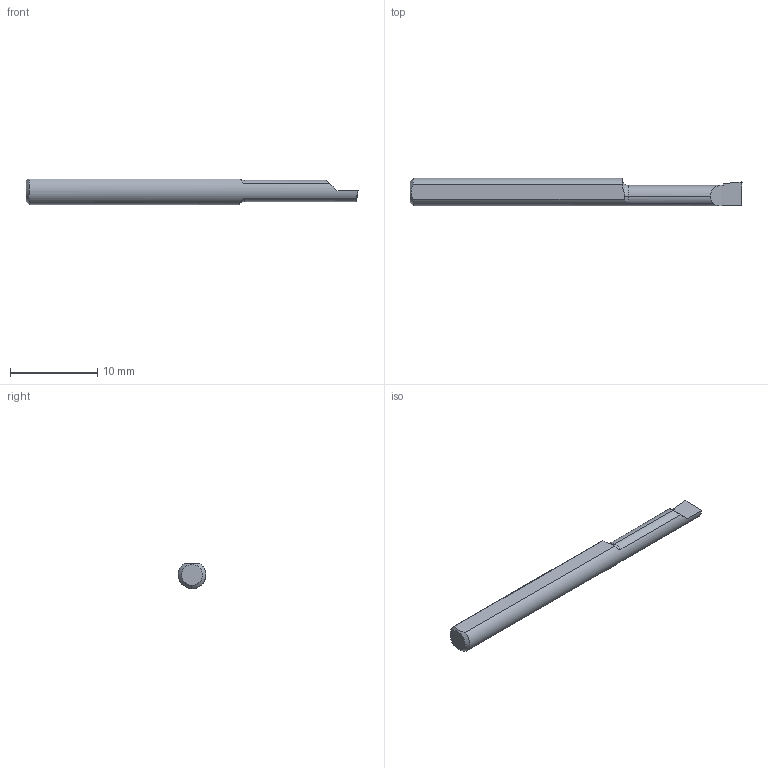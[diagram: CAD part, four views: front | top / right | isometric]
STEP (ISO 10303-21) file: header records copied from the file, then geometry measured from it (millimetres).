
FILE_DESCRIPTION (( 'STEP AP214' ), '1' );
FILE_NAME ('B110500R.STEP', '2020-05-08T22:34:10', ( '' ), ( '' ), 'SwSTEP 2.0', 'SolidWorks 2018', '' );
FILE_SCHEMA (( 'AUTOMOTIVE_DESIGN' ));
Length unit declared in the file: inch
Products named in the file (1): B110500R
Bounding box: 38.1 x 3.17 x 2.91 mm (x, y, z)
Volume: 240.7 mm3; surface area: 351.6 mm2
Topology: 1 solids, 1 shells, 23 faces, 58 edges, 37 vertices
Faces by surface type: plane 12, cylinder 6, torus 3, cone 2
Entity records: 761 total; most frequent: CARTESIAN_POINT 195, ORIENTED_EDGE 116, DIRECTION 104, EDGE_CURVE 58, AXIS2_PLACEMENT_3D 38, VERTEX_POINT 37, VECTOR 28, LINE 28
